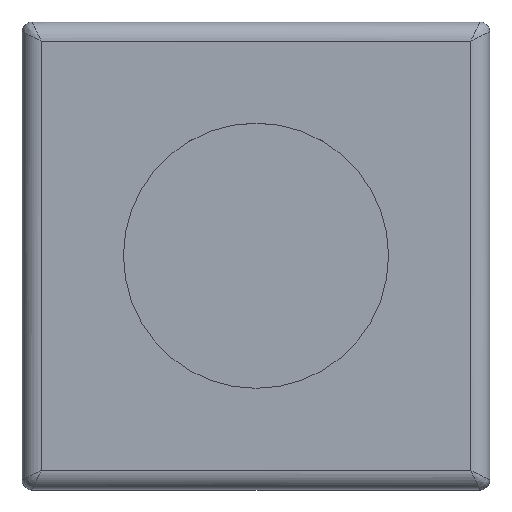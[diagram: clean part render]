
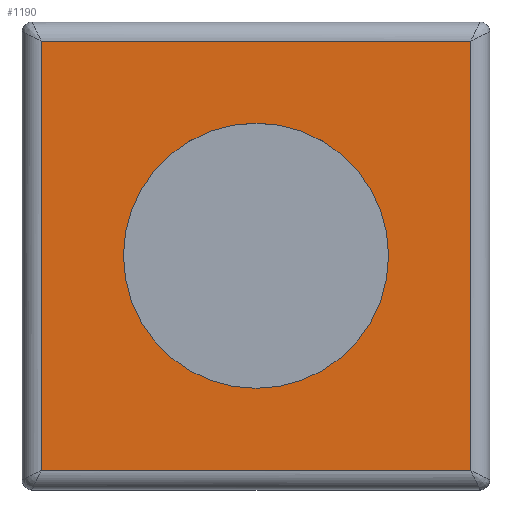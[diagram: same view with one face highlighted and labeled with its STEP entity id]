
A CAD part, top view. The second image highlights one B-rep face of the part: STEP entity #1190.
In plain terms, the highlighted planar face has unit normal (0, 0, 1).
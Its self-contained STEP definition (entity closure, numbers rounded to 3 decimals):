
#15=FACE_BOUND('',#411,.T.);
#36=LINE('',#1843,#174);
#39=LINE('',#1847,#177);
#41=LINE('',#1850,#179);
#43=LINE('',#1853,#181);
#174=VECTOR('',#1401,10.);
#177=VECTOR('',#1406,10.);
#179=VECTOR('',#1410,10.);
#181=VECTOR('',#1414,10.);
#339=FACE_OUTER_BOUND('',#410,.T.);
#410=EDGE_LOOP('',(#824,#825,#826,#827));
#411=EDGE_LOOP('',(#828));
#471=CIRCLE('',#1264,5.5);
#494=VERTEX_POINT('',#1715);
#497=VERTEX_POINT('',#1746);
#500=VERTEX_POINT('',#1777);
#503=VERTEX_POINT('',#1808);
#506=VERTEX_POINT('',#1839);
#602=EDGE_CURVE('',#494,#494,#471,.T.);
#616=EDGE_CURVE('',#497,#506,#36,.T.);
#619=EDGE_CURVE('',#506,#503,#39,.T.);
#621=EDGE_CURVE('',#503,#500,#41,.T.);
#623=EDGE_CURVE('',#500,#497,#43,.T.);
#824=ORIENTED_EDGE('',*,*,#616,.F.);
#825=ORIENTED_EDGE('',*,*,#623,.F.);
#826=ORIENTED_EDGE('',*,*,#621,.F.);
#827=ORIENTED_EDGE('',*,*,#619,.F.);
#828=ORIENTED_EDGE('',*,*,#602,.T.);
#1126=PLANE('',#1287);
#1190=ADVANCED_FACE('',(#339,#15),#1126,.T.);
#1264=AXIS2_PLACEMENT_3D('',#1716,#1372,#1373);
#1287=AXIS2_PLACEMENT_3D('',#1872,#1434,#1435);
#1372=DIRECTION('center_axis',(0.,0.,-1.));
#1373=DIRECTION('ref_axis',(-1.,0.,0.));
#1401=DIRECTION('',(0.,1.,0.));
#1406=DIRECTION('',(1.,0.,0.));
#1410=DIRECTION('',(0.,-1.,0.));
#1414=DIRECTION('',(-1.,0.,0.));
#1434=DIRECTION('center_axis',(0.,0.,1.));
#1435=DIRECTION('ref_axis',(1.,0.,0.));
#1715=CARTESIAN_POINT('',(5.5,0.,10.));
#1716=CARTESIAN_POINT('Origin',(0.,0.,10.));
#1746=CARTESIAN_POINT('',(-8.9,-8.9,10.));
#1777=CARTESIAN_POINT('',(8.9,-8.9,10.));
#1808=CARTESIAN_POINT('',(8.9,8.9,10.));
#1839=CARTESIAN_POINT('',(-8.9,8.9,10.));
#1843=CARTESIAN_POINT('',(-8.9,4.85,10.));
#1847=CARTESIAN_POINT('',(4.85,8.9,10.));
#1850=CARTESIAN_POINT('',(8.9,-4.85,10.));
#1853=CARTESIAN_POINT('',(-4.85,-8.9,10.));
#1872=CARTESIAN_POINT('Origin',(0.,0.,
10.));
